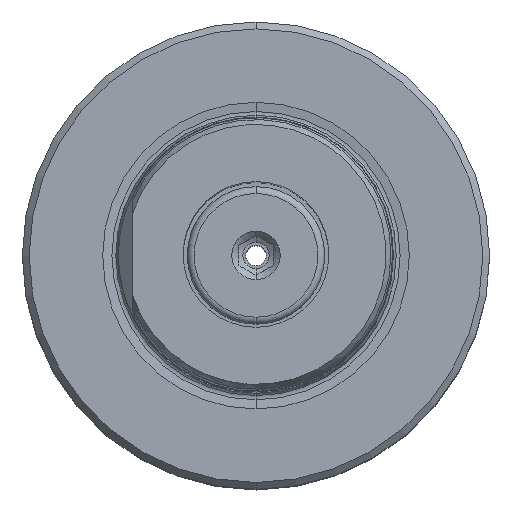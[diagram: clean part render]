
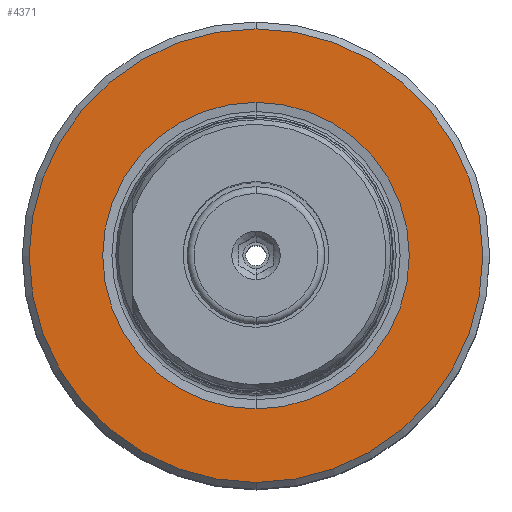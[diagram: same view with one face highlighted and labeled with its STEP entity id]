
A CAD part, top view. The second image highlights one B-rep face of the part: STEP entity #4371.
In plain terms, the highlighted planar face has unit normal (0, 0, 1).
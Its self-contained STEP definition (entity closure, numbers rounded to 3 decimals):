
#1259=CARTESIAN_POINT('',(0,0,-51));
#1260=DIRECTION('',(0,0,1));
#1261=DIRECTION('',(0,1,0));
#1262=AXIS2_PLACEMENT_3D('',#1259,#1260,#1261);
#1264=CARTESIAN_POINT('',(0,0,-51));
#1265=DIRECTION('',(0,0,-1));
#1266=DIRECTION('',(0,1,0));
#1267=AXIS2_PLACEMENT_3D('',#1264,#1265,#1266);
#1269=CARTESIAN_POINT('',(0,0,-51));
#1270=DIRECTION('',(0,0,1));
#1271=DIRECTION('',(0,1,0));
#1272=AXIS2_PLACEMENT_3D('',#1269,#1270,#1271);
#1274=CARTESIAN_POINT('',(0,0,-51));
#1275=DIRECTION('',(0,0,1));
#1276=DIRECTION('',(0,-1,0));
#1277=AXIS2_PLACEMENT_3D('',#1274,#1275,#1276);
#2244=CARTESIAN_POINT('',(0,11.153,-51));
#2246=VERTEX_POINT('',#2244);
#2260=CARTESIAN_POINT('',(0,-11.153,-51));
#2262=VERTEX_POINT('',#2260);
#2296=CARTESIAN_POINT('',(0,16.5,-51));
#2297=CARTESIAN_POINT('',(0,-16.5,-51));
#2298=VERTEX_POINT('',#2296);
#2299=VERTEX_POINT('',#2297);
#4356=CARTESIAN_POINT('',(0,0,-51));
#4357=DIRECTION('',(0,0,-1));
#4358=DIRECTION('',(0,-1,0));
#4359=AXIS2_PLACEMENT_3D('',#4356,#4357,#4358);
#4360=PLANE('',#4359);
#4362=ORIENTED_EDGE('',*,*,#4361,.F.);
#4364=ORIENTED_EDGE('',*,*,#4363,.F.);
#4365=EDGE_LOOP('',(#4362,#4364));
#4366=FACE_OUTER_BOUND('',#4365,.F.);
#4367=ORIENTED_EDGE('',*,*,#4338,.T.);
#4368=ORIENTED_EDGE('',*,*,#4349,.F.);
#4369=EDGE_LOOP('',(#4367,#4368));
#4370=FACE_BOUND('',#4369,.F.);
#4371=ADVANCED_FACE('',(#4366,#4370),#4360,.F.);
#1263=CIRCLE('',#1262,11.153);
#1268=CIRCLE('',#1267,11.153);
#1273=CIRCLE('',#1272,16.5);
#1278=CIRCLE('',#1277,16.5);
#4338=EDGE_CURVE('',#2246,#2262,#1263,.T.);
#4349=EDGE_CURVE('',#2246,#2262,#1268,.T.);
#4361=EDGE_CURVE('',#2298,#2299,#1273,.T.);
#4363=EDGE_CURVE('',#2299,#2298,#1278,.T.);
